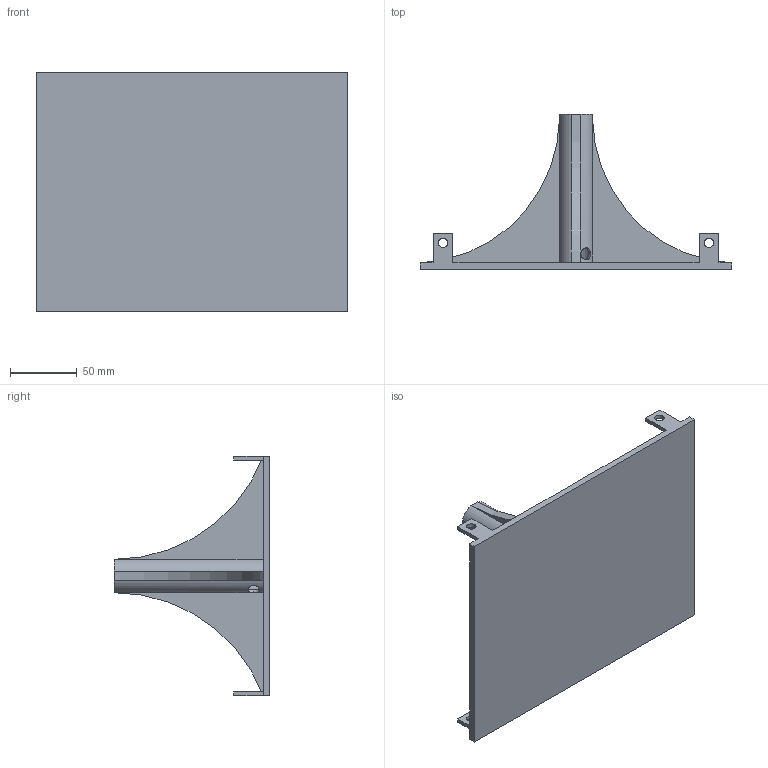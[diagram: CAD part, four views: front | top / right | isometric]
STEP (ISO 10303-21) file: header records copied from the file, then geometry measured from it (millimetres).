
FILE_DESCRIPTION (( 'STEP AP203' ), '1' );
FILE_NAME ('Solar Panel Box base.STEP', '2024-04-06T17:28:56', ( '' ), ( '' ), 'SwSTEP 2.0', 'SolidWorks 2023', '' );
FILE_SCHEMA (( 'CONFIG_CONTROL_DESIGN' ));
Length unit declared in the file: millimetre
Products named in the file (1): Solar Panel Box base
Bounding box: 234 x 117 x 180 mm (x, y, z)
Volume: 302746.5 mm3; surface area: 126410.4 mm2
Topology: 1 solids, 1 shells, 59 faces, 164 edges, 108 vertices
Faces by surface type: plane 35, cylinder 24
Entity records: 2254 total; most frequent: CARTESIAN_POINT 637, ORIENTED_EDGE 328, DIRECTION 303, EDGE_CURVE 164, LINE 111, VECTOR 111, VERTEX_POINT 108, AXIS2_PLACEMENT_3D 96
